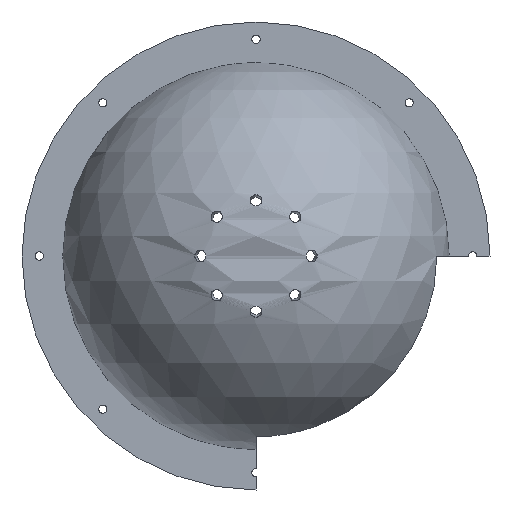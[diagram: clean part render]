
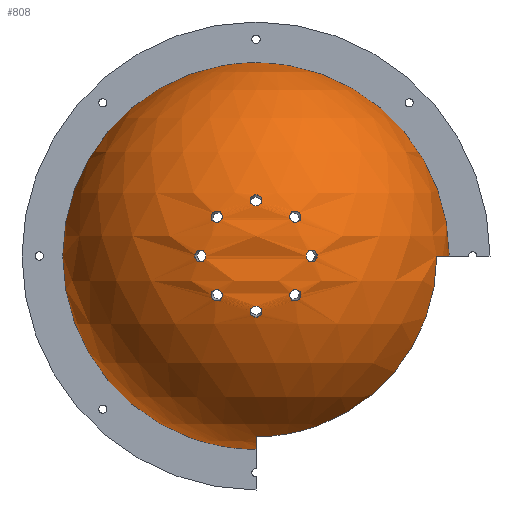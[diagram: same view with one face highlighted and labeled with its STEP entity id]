
A CAD part, front view. The second image highlights one B-rep face of the part: STEP entity #808.
In plain terms, the highlighted spherical face has radius 106.362 mm.
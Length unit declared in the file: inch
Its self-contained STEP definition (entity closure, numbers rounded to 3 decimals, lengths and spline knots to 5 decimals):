
#276=CARTESIAN_POINT('',(4.18003,3.75,0.0));
#277=VERTEX_POINT('',#276);
#284=CARTESIAN_POINT('',(3.90962,2.5,0.0));
#285=VERTEX_POINT('',#284);
#286=CARTESIAN_POINT('',(0.0,4.0,0.0));
#287=DIRECTION('',(0.0,0.0,1.0));
#288=DIRECTION('',(0.0,1.0,0.0));
#289=AXIS2_PLACEMENT_3D('',#286,#287,#288);
#290=CIRCLE('',#289,4.1875);
#291=EDGE_CURVE('',#285,#277,#290,.T.);
#373=CARTESIAN_POINT('',(0.0,2.5,-3.90962));
#374=VERTEX_POINT('',#373);
#381=CARTESIAN_POINT('',(0.0,3.75,-4.18003));
#382=VERTEX_POINT('',#381);
#383=CARTESIAN_POINT('',(0.0,4.0,0.0));
#384=DIRECTION('',(-1.0,0.0,0.0));
#385=DIRECTION('',(0.0,0.0,-1.0));
#386=AXIS2_PLACEMENT_3D('',#383,#384,#385);
#387=CIRCLE('',#386,4.1875);
#388=EDGE_CURVE('',#382,#374,#387,.T.);
#482=CARTESIAN_POINT('',(0.93889,-0.00909,0.76211));
#483=VERTEX_POINT('',#482);
#484=CARTESIAN_POINT('',(0.8505,-0.00909,0.8505));
#485=DIRECTION('',(-0.203,0.958,-0.203));
#486=DIRECTION('',(-0.707,0.,0.707));
#487=AXIS2_PLACEMENT_3D('',#484,#485,#486);
#488=CIRCLE('',#487,0.125);
#489=EDGE_CURVE('',#483,#483,#488,.T.);
#510=CARTESIAN_POINT('',(1.20279,-0.00909,-0.125));
#511=VERTEX_POINT('',#510);
#512=CARTESIAN_POINT('',(1.20279,-0.00909,0.));
#513=DIRECTION('',(-0.287,0.958,0.0));
#514=DIRECTION('',(0.0,0.0,1.0));
#515=AXIS2_PLACEMENT_3D('',#512,#513,#514);
#516=CIRCLE('',#515,0.125);
#517=EDGE_CURVE('',#511,#511,#516,.T.);
#538=CARTESIAN_POINT('',(0.76211,-0.00909,-0.93889));
#539=VERTEX_POINT('',#538);
#540=CARTESIAN_POINT('',(0.8505,-0.00909,-0.8505));
#541=DIRECTION('',(-0.203,0.958,0.203));
#542=DIRECTION('',(0.707,0.,0.707));
#543=AXIS2_PLACEMENT_3D('',#540,#541,#542);
#544=CIRCLE('',#543,0.125);
#545=EDGE_CURVE('',#539,#539,#544,.T.);
#566=CARTESIAN_POINT('',(-0.125,-0.00909,-1.20279));
#567=VERTEX_POINT('',#566);
#568=CARTESIAN_POINT('',(0.,-0.00909,-1.20279));
#569=DIRECTION('',(0.0,0.958,0.287));
#570=DIRECTION('',(1.0,0.0,0.0));
#571=AXIS2_PLACEMENT_3D('',#568,#569,#570);
#572=CIRCLE('',#571,0.125);
#573=EDGE_CURVE('',#567,#567,#572,.T.);
#594=CARTESIAN_POINT('',(-0.93889,-0.00909,-0.76211));
#595=VERTEX_POINT('',#594);
#596=CARTESIAN_POINT('',(-0.8505,-0.00909,-0.8505));
#597=DIRECTION('',(0.203,0.958,0.203));
#598=DIRECTION('',(0.707,0.,-0.707));
#599=AXIS2_PLACEMENT_3D('',#596,#597,#598);
#600=CIRCLE('',#599,0.125);
#601=EDGE_CURVE('',#595,#595,#600,.T.);
#622=CARTESIAN_POINT('',(-1.20279,-0.00909,0.125));
#623=VERTEX_POINT('',#622);
#624=CARTESIAN_POINT('',(-1.20279,-0.00909,0.0));
#625=DIRECTION('',(0.287,0.958,0.0));
#626=DIRECTION('',(0.0,0.0,-1.0));
#627=AXIS2_PLACEMENT_3D('',#624,#625,#626);
#628=CIRCLE('',#627,0.125);
#629=EDGE_CURVE('',#623,#623,#628,.T.);
#650=CARTESIAN_POINT('',(-0.76211,-0.00909,0.93889));
#651=VERTEX_POINT('',#650);
#652=CARTESIAN_POINT('',(-0.8505,-0.00909,0.8505));
#653=DIRECTION('',(0.203,0.958,-0.203));
#654=DIRECTION('',(-0.707,0.,-0.707));
#655=AXIS2_PLACEMENT_3D('',#652,#653,#654);
#656=CIRCLE('',#655,0.125);
#657=EDGE_CURVE('',#651,#651,#656,.T.);
#678=CARTESIAN_POINT('',(0.125,-0.00909,1.20279));
#679=VERTEX_POINT('',#678);
#680=CARTESIAN_POINT('',(0.0,-0.00909,1.20279));
#681=DIRECTION('',(0.0,0.958,-0.287));
#682=DIRECTION('',(-1.0,0.0,0.0));
#683=AXIS2_PLACEMENT_3D('',#680,#681,#682);
#684=CIRCLE('',#683,0.125);
#685=EDGE_CURVE('',#679,#679,#684,.T.);
#738=CARTESIAN_POINT('',(0.,2.5,0.));
#739=DIRECTION('',(0.0,-1.0,0.0));
#740=DIRECTION('',(0.0,0.0,1.0));
#741=AXIS2_PLACEMENT_3D('',#738,#739,#740);
#742=CIRCLE('',#741,3.90962);
#743=EDGE_CURVE('',#374,#285,#742,.T.);
#767=CARTESIAN_POINT('',(0.0,4.0,0.0));
#768=DIRECTION('',(0.0,0.0,1.0));
#769=DIRECTION('',(1.0,0.0,0.0));
#770=AXIS2_PLACEMENT_3D('',#767,#768,#769);
#771=SPHERICAL_SURFACE('',#770,4.1875);
#772=ORIENTED_EDGE('',*,*,#489,.T.);
#773=EDGE_LOOP('',(#772));
#774=FACE_OUTER_BOUND('',#773,.T.);
#775=ORIENTED_EDGE('',*,*,#517,.T.);
#776=EDGE_LOOP('',(#775));
#777=FACE_BOUND('',#776,.T.);
#778=ORIENTED_EDGE('',*,*,#545,.T.);
#779=EDGE_LOOP('',(#778));
#780=FACE_BOUND('',#779,.T.);
#781=ORIENTED_EDGE('',*,*,#573,.T.);
#782=EDGE_LOOP('',(#781));
#783=FACE_BOUND('',#782,.T.);
#784=ORIENTED_EDGE('',*,*,#601,.T.);
#785=EDGE_LOOP('',(#784));
#786=FACE_BOUND('',#785,.T.);
#787=ORIENTED_EDGE('',*,*,#629,.T.);
#788=EDGE_LOOP('',(#787));
#789=FACE_BOUND('',#788,.T.);
#790=ORIENTED_EDGE('',*,*,#657,.T.);
#791=EDGE_LOOP('',(#790));
#792=FACE_BOUND('',#791,.T.);
#793=ORIENTED_EDGE('',*,*,#685,.T.);
#794=EDGE_LOOP('',(#793));
#795=FACE_BOUND('',#794,.T.);
#796=ORIENTED_EDGE('',*,*,#388,.T.);
#797=ORIENTED_EDGE('',*,*,#743,.T.);
#798=ORIENTED_EDGE('',*,*,#291,.T.);
#799=CARTESIAN_POINT('',(0.0,3.75,0.0));
#800=DIRECTION('',(0.0,-1.0,0.0));
#801=DIRECTION('',(1.0,0.0,0.0));
#802=AXIS2_PLACEMENT_3D('',#799,#800,#801);
#803=CIRCLE('',#802,4.18003);
#804=EDGE_CURVE('',#277,#382,#803,.T.);
#805=ORIENTED_EDGE('',*,*,#804,.T.);
#806=EDGE_LOOP('',(#796,#797,#798,#805));
#807=FACE_BOUND('',#806,.T.);
#808=ADVANCED_FACE('',(#774,#777,#780,#783,#786,#789,#792,#795,#807),#771,.T.);
